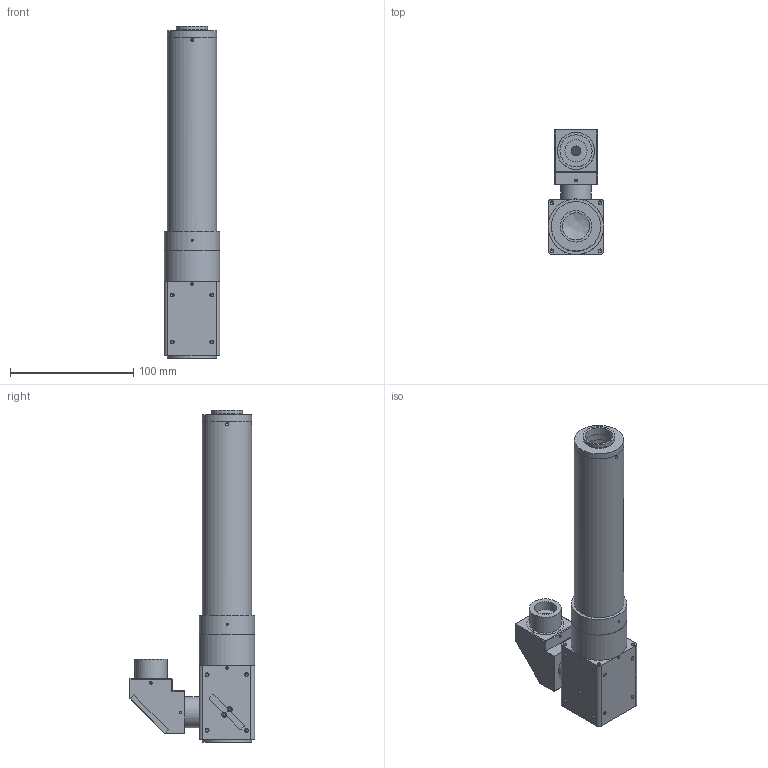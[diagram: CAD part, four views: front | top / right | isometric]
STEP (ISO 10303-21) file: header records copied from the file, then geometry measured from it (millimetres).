
FILE_DESCRIPTION (( 'STEP AP203' ), '1' );
FILE_NAME ('691008.STEP', '2024-05-14T01:04:10', ( 'Windows User' ), ( 'P R C' ), 'SwSTEP 2.0', 'SolidWorks 2020', '' );
FILE_SCHEMA (( 'CONFIG_CONTROL_DESIGN' ));
Length unit declared in the file: millimetre
Products named in the file (1): 691008
Bounding box: 45 x 101.5 x 269 mm (x, y, z)
Volume: 191161.2 mm3; surface area: 122404.7 mm2
Topology: 17 solids, 17 shells, 396 faces, 929 edges, 590 vertices
Faces by surface type: plane 173, cylinder 140, cone 77, bspline 6
Full cylindrical faces by diameter (mm): 1 x2, 1.6 x23, 2 x4, 2.2 x2, 2.5 x28, 8 x1, 14 x1, 16 x1, 18 x2, 20 x2, 22 x3, 24.4 x1, 25 x3, 25.4 x1, 26 x2, 28 x1, 29 x3, 30 x4, 32.4 x1, 33 x4, 34 x4, 35 x1, 35.4 x1, 35.5 x1, 36 x3, 36.5 x1, 38 x4, 40 x6, 45 x2
Entity records: 11448 total; most frequent: CARTESIAN_POINT 3244, DIRECTION 1704, ORIENTED_EDGE 1338, EDGE_LOOP 703, AXIS2_PLACEMENT_3D 698, EDGE_CURVE 669, VERTEX_POINT 526, FACE_OUTER_BOUND 508
